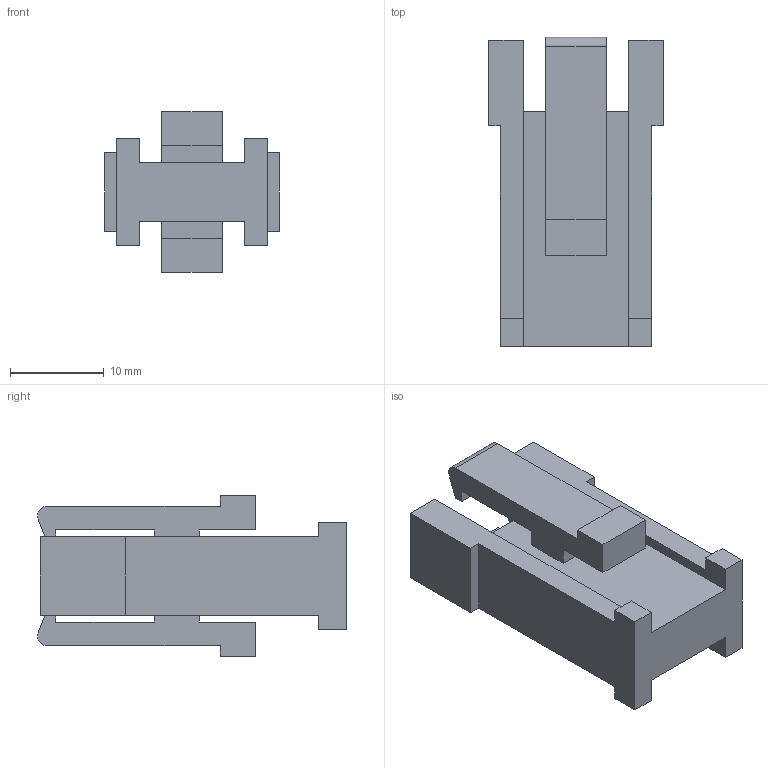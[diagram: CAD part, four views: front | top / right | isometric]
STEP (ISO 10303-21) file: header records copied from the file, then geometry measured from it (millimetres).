
FILE_DESCRIPTION((''),'2;1');
FILE_NAME('SMS3P1-CATALOGUE_PRT','2010-08-09T',('amartin'),(''),'PRO/ENGINEER BY PARAMETRIC TECHNOLOGY CORPORATION, 2007390','PRO/ENGINEER BY PARAMETRIC TECHNOLOGY CORPORATION, 2007390','');
FILE_SCHEMA(('CONFIG_CONTROL_DESIGN'));
Length unit declared in the file: millimetre
Products named in the file (1): SMS3P1-CATALOGUE_PRT
Bounding box: 18.6 x 32.92 x 17.11 mm (x, y, z)
Volume: 4012.8 mm3; surface area: 3037.6 mm2
Topology: 1 solids, 1 shells, 64 faces, 176 edges, 116 vertices
Faces by surface type: plane 62, cylinder 2
Entity records: 2030 total; most frequent: CARTESIAN_POINT 356, ORIENTED_EDGE 352, DIRECTION 308, EDGE_CURVE 176, VECTOR 172, LINE 172, VERTEX_POINT 116, AXIS2_PLACEMENT_3D 68
